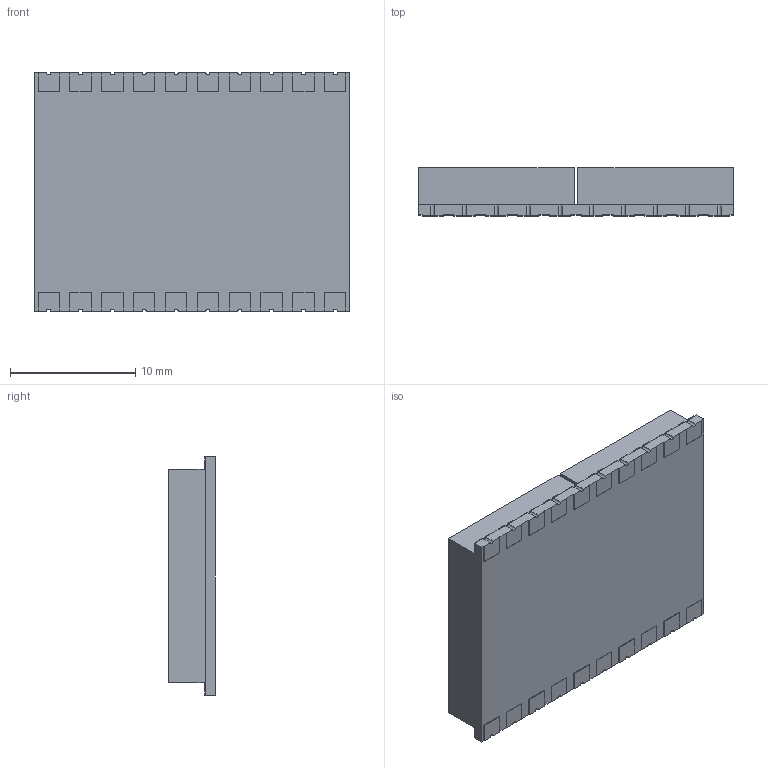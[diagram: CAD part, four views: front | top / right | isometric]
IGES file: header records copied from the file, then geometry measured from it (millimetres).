
Start section: SolidWorks IGES file using analytic representation for surfaces
Global section: file name: ACDX56-41.IGS; native system: SolidWorks 2008; preprocessor: SolidWorks 2008; author: evant; date: 080829.154653; units: millimetre
Bounding box: 25.1 x 3.8 x 19 mm (x, y, z)
Surface area: 2305.1 mm2 (no closed solid volume)
Topology: 0 solids, 0 shells, 422 faces, 3880 edges, 4960 vertices
Faces by surface type: bspline 358, revolution 64
